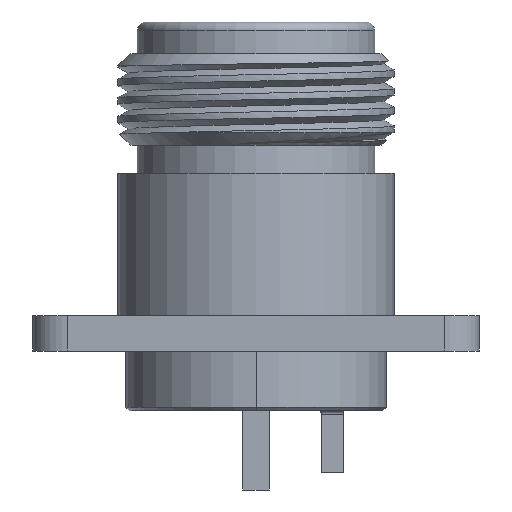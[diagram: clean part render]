
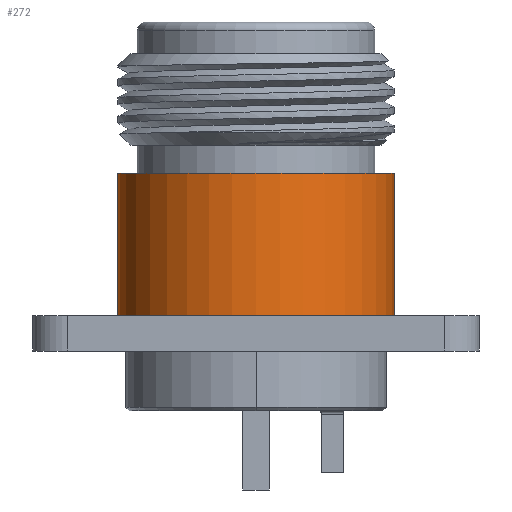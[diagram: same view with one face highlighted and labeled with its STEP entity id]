
A CAD part, front view. The second image highlights one B-rep face of the part: STEP entity #272.
In plain terms, the highlighted cylindrical face has radius 7.85 mm (diameter 15.7 mm), a partial arc.
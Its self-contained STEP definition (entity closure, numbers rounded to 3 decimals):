
#202 = CARTESIAN_POINT ( 'NONE',  ( 0., 0., 10.05 ) ) ;
#272 = ADVANCED_FACE ( 'NONE', ( #762 ), #2073, .T. ) ;
#280 = VERTEX_POINT ( 'NONE', #3104 ) ;
#386 = CARTESIAN_POINT ( 'NONE',  ( 7.85, 0., 0. ) ) ;
#387 = ORIENTED_EDGE ( 'NONE', *, *, #658, .F. ) ;
#459 = LINE ( 'NONE', #3351, #2456 ) ;
#472 = DIRECTION ( 'NONE',  ( -1., 0., 0. ) ) ;
#488 = DIRECTION ( 'NONE',  ( -1., 0., 0. ) ) ;
#505 = CARTESIAN_POINT ( 'NONE',  ( -7.85, 0., 10.05 ) ) ;
#518 = CARTESIAN_POINT ( 'NONE',  ( 0., 0., 1.95 ) ) ;
#574 = VERTEX_POINT ( 'NONE', #1797 ) ;
#658 = EDGE_CURVE ( 'NONE', #799, #574, #2828, .T. ) ;
#762 = FACE_OUTER_BOUND ( 'NONE', #1286, .T. ) ;
#768 = DIRECTION ( 'NONE',  ( -1., 0., 0. ) ) ;
#791 = AXIS2_PLACEMENT_3D ( 'NONE', #518, #2334, #768 ) ;
#799 = VERTEX_POINT ( 'NONE', #2509 ) ;
#1039 = AXIS2_PLACEMENT_3D ( 'NONE', #2280, #2033, #488 ) ;
#1088 = EDGE_CURVE ( 'NONE', #1741, #574, #459, .T. ) ;
#1175 = DIRECTION ( 'NONE',  ( 0., 0., -1. ) ) ;
#1255 = DIRECTION ( 'NONE',  ( 0., 0., -1. ) ) ;
#1286 = EDGE_LOOP ( 'NONE', ( #2433, #1315, #1574, #387 ) ) ;
#1315 = ORIENTED_EDGE ( 'NONE', *, *, #2584, .T. ) ;
#1574 = ORIENTED_EDGE ( 'NONE', *, *, #1088, .T. ) ;
#1741 = VERTEX_POINT ( 'NONE', #505 ) ;
#1797 = CARTESIAN_POINT ( 'NONE',  ( -7.85, 0., 1.95 ) ) ;
#1801 = CIRCLE ( 'NONE', #3335, 7.85 ) ;
#2033 = DIRECTION ( 'NONE',  ( 0., 0., -1. ) ) ;
#2037 = DIRECTION ( 'NONE',  ( 0., 0., -1. ) ) ;
#2073 = CYLINDRICAL_SURFACE ( 'NONE', #1039, 7.85 ) ;
#2280 = CARTESIAN_POINT ( 'NONE',  ( 0., 0., 0. ) ) ;
#2334 = DIRECTION ( 'NONE',  ( 0., 0., -1. ) ) ;
#2433 = ORIENTED_EDGE ( 'NONE', *, *, #3207, .F. ) ;
#2456 = VECTOR ( 'NONE', #1255, 1000. ) ;
#2509 = CARTESIAN_POINT ( 'NONE',  ( 7.85, 0., 1.95 ) ) ;
#2584 = EDGE_CURVE ( 'NONE', #280, #1741, #1801, .T. ) ;
#2626 = VECTOR ( 'NONE', #1175, 1000. ) ;
#2828 = CIRCLE ( 'NONE', #791, 7.85 ) ;
#3104 = CARTESIAN_POINT ( 'NONE',  ( 7.85, 0., 10.05 ) ) ;
#3207 = EDGE_CURVE ( 'NONE', #280, #799, #3340, .T. ) ;
#3335 = AXIS2_PLACEMENT_3D ( 'NONE', #202, #2037, #472 ) ;
#3340 = LINE ( 'NONE', #386, #2626 ) ;
#3351 = CARTESIAN_POINT ( 'NONE',  ( -7.85, 0., 0. ) ) ;
